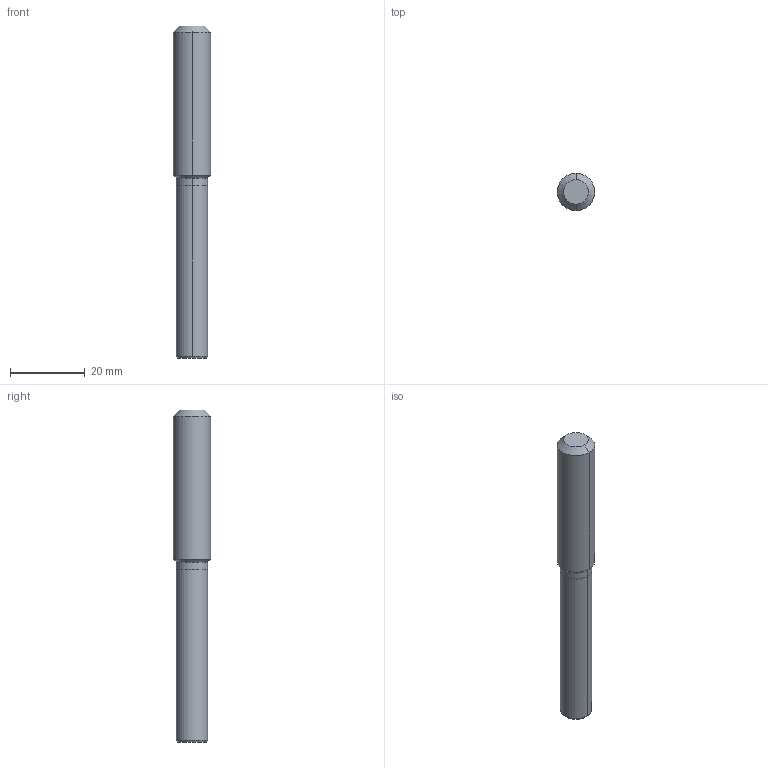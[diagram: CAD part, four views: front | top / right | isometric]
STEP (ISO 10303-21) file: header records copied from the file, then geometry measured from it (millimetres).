
FILE_DESCRIPTION(('STEP AP214'),'1');
FILE_NAME('607538263-000-00-E43.stp','2021-03-30T08:15:30',(' '),(' '),'Spatial InterOp 3D',' ',' ');
FILE_SCHEMA(('AUTOMOTIVE_DESIGN { 1 0 10303 214 1 1 1 1 }'));
Length unit declared in the file: millimetre
Products named in the file (1): 1
Bounding box: 10 x 10 x 89 mm (x, y, z)
Volume: 5824.5 mm3; surface area: 2766.2 mm2
Topology: 2 solids, 2 shells, 16 faces, 44 edges, 48 vertices
Faces by surface type: cone 6, cylinder 6, plane 4
Entity records: 739 total; most frequent: DIRECTION 100, CARTESIAN_POINT 82, ORIENTED_EDGE 56, AXIS2_PLACEMENT_3D 38, STYLED_ITEM 32, PRESENTATION_STYLE_ASSIGNMENT 32, COLOUR_RGB 32, LINE 28
